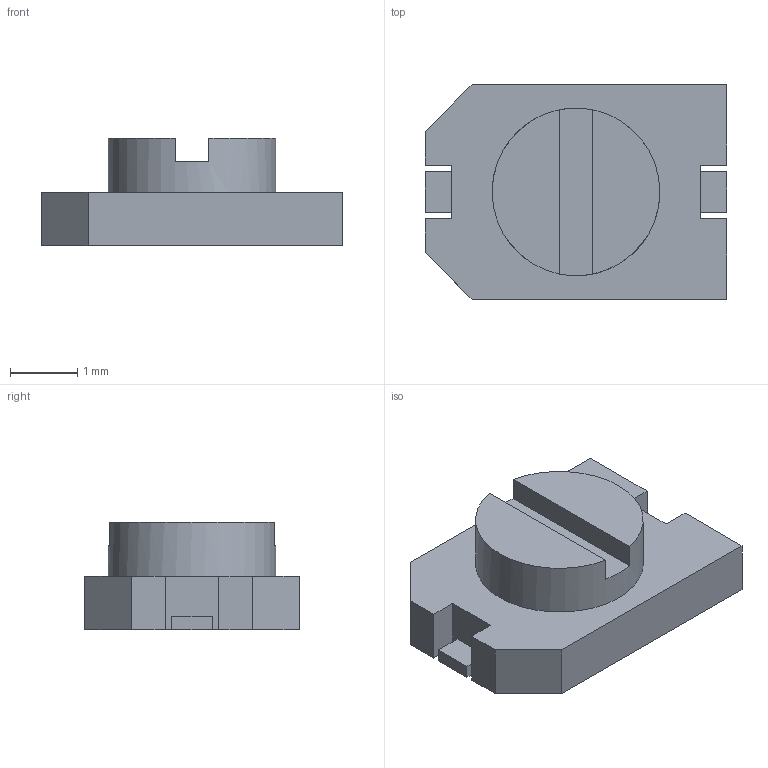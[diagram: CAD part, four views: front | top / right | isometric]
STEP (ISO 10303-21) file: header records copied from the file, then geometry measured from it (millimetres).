
FILE_DESCRIPTION( ( 'Unknown' ), '1' );
FILE_NAME( 'C_Trimmer_Sprague-Goodman_SGC3.step', 'Unknown', ( 'Unknown' ), ( 'Unknown' ), 'PSStep 15.0.49', 'Unknown', ' ' );
FILE_SCHEMA( ( 'AUTOMOTIVE_DESIGN { 1 0 10303 214 1 1 1 1 }' ) );
Length unit declared in the file: millimetre
Products named in the file (1): 1
Bounding box: 4.5 x 3.2 x 1.6 mm (x, y, z)
Volume: 14.2 mm3; surface area: 48.4 mm2
Topology: 1 solids, 1 shells, 30 faces, 81 edges, 54 vertices
Faces by surface type: plane 29, cylinder 1
Full cylindrical faces by diameter (mm): 2.5 x1
Entity records: 1172 total; most frequent: CARTESIAN_POINT 163, ORIENTED_EDGE 158, DIRECTION 146, EDGE_CURVE 79, LINE 74, VECTOR 74, VERTEX_POINT 53, AXIS2_PLACEMENT_3D 36
